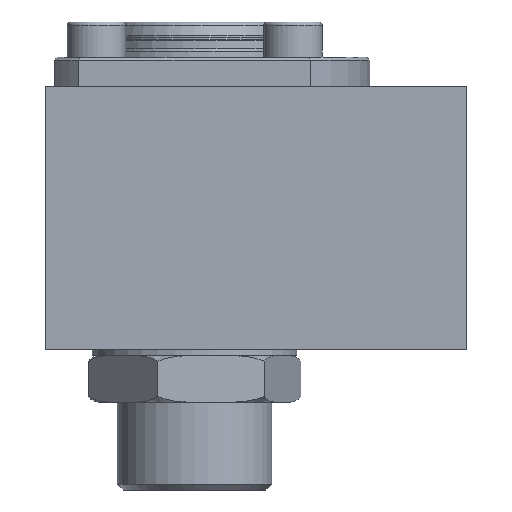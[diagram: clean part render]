
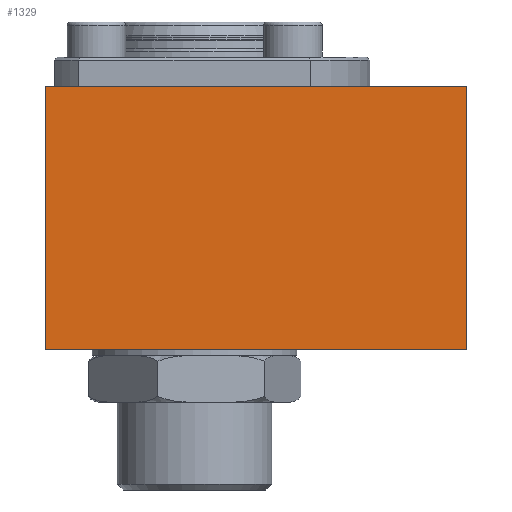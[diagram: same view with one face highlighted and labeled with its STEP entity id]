
A CAD part, left-side view. The second image highlights one B-rep face of the part: STEP entity #1329.
In plain terms, the highlighted planar face has unit normal (-1, 0, 0).
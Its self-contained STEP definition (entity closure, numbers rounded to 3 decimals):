
#111 = DIRECTION ( 'NONE',  ( 0., 0., -1. ) ) ;
#243 = CARTESIAN_POINT ( 'NONE',  ( -22.5, 72., 45. ) ) ;
#466 = VECTOR ( 'NONE', #1216, 1000. ) ;
#1109 = LINE ( 'NONE', #1692, #466 ) ;
#1175 = CARTESIAN_POINT ( 'NONE',  ( -22.5, 0., 45. ) ) ;
#1200 = EDGE_CURVE ( 'NONE', #4089, #3749, #5060, .T. ) ;
#1216 = DIRECTION ( 'NONE',  ( 0., 0., -1. ) ) ;
#1329 = ADVANCED_FACE ( 'NONE', ( #2623 ), #1622, .F. ) ;
#1467 = ORIENTED_EDGE ( 'NONE', *, *, #3277, .T. ) ;
#1480 = EDGE_CURVE ( 'NONE', #3749, #5598, #1109, .T. ) ;
#1622 = PLANE ( 'NONE',  #2394 ) ;
#1692 = CARTESIAN_POINT ( 'NONE',  ( -22.5, 0., 45. ) ) ;
#2001 = DIRECTION ( 'NONE',  ( 0., -1., 0. ) ) ;
#2341 = DIRECTION ( 'NONE',  ( 0., 0., -1. ) ) ;
#2394 = AXIS2_PLACEMENT_3D ( 'NONE', #1175, #4761, #111 ) ;
#2455 = LINE ( 'NONE', #3994, #3998 ) ;
#2623 = FACE_OUTER_BOUND ( 'NONE', #3331, .T. ) ;
#2679 = ORIENTED_EDGE ( 'NONE', *, *, #5553, .T. ) ;
#2841 = LINE ( 'NONE', #4882, #3578 ) ;
#2963 = CARTESIAN_POINT ( 'NONE',  ( -22.5, 0., 45. ) ) ;
#3277 = EDGE_CURVE ( 'NONE', #6085, #5598, #2455, .T. ) ;
#3331 = EDGE_LOOP ( 'NONE', ( #1467, #3783, #5023, #2679 ) ) ;
#3578 = VECTOR ( 'NONE', #2341, 1000. ) ;
#3749 = VERTEX_POINT ( 'NONE', #5925 ) ;
#3783 = ORIENTED_EDGE ( 'NONE', *, *, #1480, .F. ) ;
#3864 = CARTESIAN_POINT ( 'NONE',  ( -22.5, 0., 0. ) ) ;
#3994 = CARTESIAN_POINT ( 'NONE',  ( -22.5, 0., 0. ) ) ;
#3998 = VECTOR ( 'NONE', #4994, 1000. ) ;
#4089 = VERTEX_POINT ( 'NONE', #243 ) ;
#4761 = DIRECTION ( 'NONE',  ( 1., 0., 0. ) ) ;
#4882 = CARTESIAN_POINT ( 'NONE',  ( -22.5, 72., 45. ) ) ;
#4994 = DIRECTION ( 'NONE',  ( 0., -1., 0. ) ) ;
#5023 = ORIENTED_EDGE ( 'NONE', *, *, #1200, .F. ) ;
#5060 = LINE ( 'NONE', #2963, #5149 ) ;
#5149 = VECTOR ( 'NONE', #2001, 1000. ) ;
#5553 = EDGE_CURVE ( 'NONE', #4089, #6085, #2841, .T. ) ;
#5598 = VERTEX_POINT ( 'NONE', #3864 ) ;
#5925 = CARTESIAN_POINT ( 'NONE',  ( -22.5, 0., 45. ) ) ;
#6085 = VERTEX_POINT ( 'NONE', #6102 ) ;
#6102 = CARTESIAN_POINT ( 'NONE',  ( -22.5, 72., 0. ) ) ;
